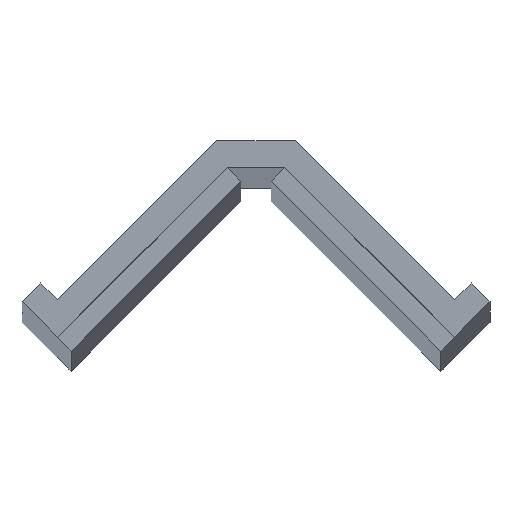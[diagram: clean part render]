
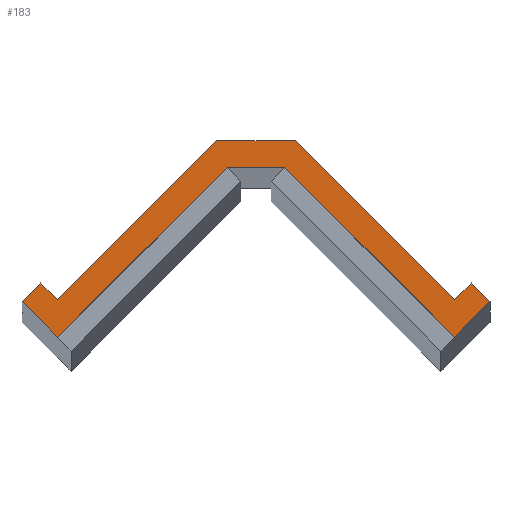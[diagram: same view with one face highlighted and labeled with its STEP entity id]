
A CAD part, top view. The second image highlights one B-rep face of the part: STEP entity #183.
In plain terms, the highlighted planar face has unit normal (0, 0, 1).
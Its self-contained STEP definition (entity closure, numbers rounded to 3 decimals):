
#12 = CARTESIAN_POINT ( 'NONE',  ( 19.563, -13.435, 500. ) ) ;
#34 = CARTESIAN_POINT ( 'NONE',  ( -3.3, 0., 500. ) ) ;
#56 = DIRECTION ( 'NONE',  ( -1., 0., 0. ) ) ;
#65 = CARTESIAN_POINT ( 'NONE',  ( 16.594, -16.405, 500. ) ) ;
#68 = DIRECTION ( 'NONE',  ( 0.707, -0.707, 0. ) ) ;
#90 = DIRECTION ( 'NONE',  ( 0.707, 0.707, 0. ) ) ;
#98 = DIRECTION ( 'NONE',  ( -0.707, -0.707, 0. ) ) ;
#99 = CARTESIAN_POINT ( 'NONE',  ( -3.3, 0., 500. ) ) ;
#126 = EDGE_CURVE ( 'NONE', #359, #303, #453, .T. ) ;
#132 = EDGE_CURVE ( 'NONE', #307, #298, #661, .T. ) ;
#140 = EDGE_CURVE ( 'NONE', #311, #307, #496, .T. ) ;
#144 = EDGE_CURVE ( 'NONE', #301, #366, #664, .T. ) ;
#163 = EDGE_CURVE ( 'NONE', #366, #363, #469, .T. ) ;
#182 = EDGE_CURVE ( 'NONE', #363, #309, #585, .T. ) ;
#183 = ADVANCED_FACE ( 'NONE', ( #578 ), #237, .T. ) ;
#184 = EDGE_CURVE ( 'NONE', #310, #311, #588, .T. ) ;
#187 = EDGE_CURVE ( 'NONE', #361, #301, #573, .T. ) ;
#189 = EDGE_CURVE ( 'NONE', #309, #310, #539, .T. ) ;
#197 = DIRECTION ( 'NONE',  ( -0.707, -0.707, 0. ) ) ;
#210 = CARTESIAN_POINT ( 'NONE',  ( -18.008, -11.879, 500. ) ) ;
#213 = CARTESIAN_POINT ( 'NONE',  ( -16.594, -16.405, 500. ) ) ;
#216 = CARTESIAN_POINT ( 'NONE',  ( 2.389, -2.2, 500. ) ) ;
#219 = CARTESIAN_POINT ( 'NONE',  ( -16.594, -13.294, 500. ) ) ;
#225 = CARTESIAN_POINT ( 'NONE',  ( -3.3, 0., 500. ) ) ;
#235 = CARTESIAN_POINT ( 'NONE',  ( 18.008, -11.879, 500. ) ) ;
#236 = DIRECTION ( 'NONE',  ( -0.707, 0.707, 0. ) ) ;
#237 = PLANE ( 'NONE',  #746 ) ;
#238 = CARTESIAN_POINT ( 'NONE',  ( -18.008, -11.879, 500. ) ) ;
#239 = DIRECTION ( 'NONE',  ( 0., 0., 1. ) ) ;
#240 = DIRECTION ( 'NONE',  ( 1., 0., 0. ) ) ;
#241 = CARTESIAN_POINT ( 'NONE',  ( 3.3, 0., 500. ) ) ;
#242 = DIRECTION ( 'NONE',  ( -0.707, 0.707, 0. ) ) ;
#249 = CARTESIAN_POINT ( 'NONE',  ( -2.389, -2.2, 500. ) ) ;
#250 = DIRECTION ( 'NONE',  ( 1., 0., 0. ) ) ;
#253 = CARTESIAN_POINT ( 'NONE',  ( 16.594, -13.294, 500. ) ) ;
#261 = CARTESIAN_POINT ( 'NONE',  ( -2.389, -2.2, 500. ) ) ;
#263 = CARTESIAN_POINT ( 'NONE',  ( 3.3, 0., 500. ) ) ;
#268 = CARTESIAN_POINT ( 'NONE',  ( 19.563, -13.435, 500. ) ) ;
#273 = CARTESIAN_POINT ( 'NONE',  ( 18.008, -11.879, 500. ) ) ;
#276 = CARTESIAN_POINT ( 'NONE',  ( 16.594, -16.405, 500. ) ) ;
#279 = CARTESIAN_POINT ( 'NONE',  ( -19.563, -13.435, 500. ) ) ;
#283 = CARTESIAN_POINT ( 'NONE',  ( 16.594, -13.294, 500. ) ) ;
#295 = VERTEX_POINT ( 'NONE', #210 ) ;
#298 = VERTEX_POINT ( 'NONE', #219 ) ;
#301 = VERTEX_POINT ( 'NONE', #216 ) ;
#303 = VERTEX_POINT ( 'NONE', #213 ) ;
#307 = VERTEX_POINT ( 'NONE', #225 ) ;
#309 = VERTEX_POINT ( 'NONE', #273 ) ;
#310 = VERTEX_POINT ( 'NONE', #283 ) ;
#311 = VERTEX_POINT ( 'NONE', #263 ) ;
#357 = EDGE_LOOP ( 'NONE', ( #550, #655, #538, #543, #544, #530, #516, #547, #445, #519, #470, #568 ) ) ;
#359 = VERTEX_POINT ( 'NONE', #279 ) ;
#361 = VERTEX_POINT ( 'NONE', #261 ) ;
#363 = VERTEX_POINT ( 'NONE', #268 ) ;
#366 = VERTEX_POINT ( 'NONE', #276 ) ;
#383 = EDGE_CURVE ( 'NONE', #303, #361, #666, .T. ) ;
#384 = EDGE_CURVE ( 'NONE', #295, #359, #639, .T. ) ;
#387 = EDGE_CURVE ( 'NONE', #298, #295, #619, .T. ) ;
#390 = CARTESIAN_POINT ( 'NONE',  ( -18.008, -11.879, 500. ) ) ;
#391 = DIRECTION ( 'NONE',  ( -0.707, -0.707, 0. ) ) ;
#392 = DIRECTION ( 'NONE',  ( 0.707, 0.707, 0. ) ) ;
#400 = CARTESIAN_POINT ( 'NONE',  ( -16.594, -13.294, 500. ) ) ;
#401 = DIRECTION ( 'NONE',  ( -0.707, 0.707, 0. ) ) ;
#414 = CARTESIAN_POINT ( 'NONE',  ( -16.594, -16.405, 500. ) ) ;
#427 = CARTESIAN_POINT ( 'NONE',  ( -19.563, -13.435, 500. ) ) ;
#428 = DIRECTION ( 'NONE',  ( 0.707, -0.707, 0. ) ) ;
#445 = ORIENTED_EDGE ( 'NONE', *, *, #189, .T. ) ;
#453 = LINE ( 'NONE', #427, #684 ) ;
#469 = LINE ( 'NONE', #12, #756 ) ;
#470 = ORIENTED_EDGE ( 'NONE', *, *, #140, .T. ) ;
#496 = LINE ( 'NONE', #34, #738 ) ;
#516 = ORIENTED_EDGE ( 'NONE', *, *, #163, .T. ) ;
#519 = ORIENTED_EDGE ( 'NONE', *, *, #184, .T. ) ;
#530 = ORIENTED_EDGE ( 'NONE', *, *, #144, .T. ) ;
#538 = ORIENTED_EDGE ( 'NONE', *, *, #126, .T. ) ;
#539 = LINE ( 'NONE', #253, #758 ) ;
#543 = ORIENTED_EDGE ( 'NONE', *, *, #383, .T. ) ;
#544 = ORIENTED_EDGE ( 'NONE', *, *, #187, .T. ) ;
#547 = ORIENTED_EDGE ( 'NONE', *, *, #182, .T. ) ;
#550 = ORIENTED_EDGE ( 'NONE', *, *, #387, .T. ) ;
#568 = ORIENTED_EDGE ( 'NONE', *, *, #132, .T. ) ;
#573 = LINE ( 'NONE', #249, #748 ) ;
#578 = FACE_OUTER_BOUND ( 'NONE', #357, .T. ) ;
#585 = LINE ( 'NONE', #235, #724 ) ;
#588 = LINE ( 'NONE', #241, #703 ) ;
#619 = LINE ( 'NONE', #400, #733 ) ;
#639 = LINE ( 'NONE', #390, #697 ) ;
#655 = ORIENTED_EDGE ( 'NONE', *, *, #384, .T. ) ;
#661 = LINE ( 'NONE', #99, #750 ) ;
#664 = LINE ( 'NONE', #65, #734 ) ;
#666 = LINE ( 'NONE', #414, #717 ) ;
#684 = VECTOR ( 'NONE', #428, 1000. ) ;
#697 = VECTOR ( 'NONE', #391, 1000. ) ;
#703 = VECTOR ( 'NONE', #242, 1000. ) ;
#717 = VECTOR ( 'NONE', #392, 1000. ) ;
#724 = VECTOR ( 'NONE', #236, 1000. ) ;
#733 = VECTOR ( 'NONE', #401, 1000. ) ;
#734 = VECTOR ( 'NONE', #68, 1000. ) ;
#738 = VECTOR ( 'NONE', #56, 1000. ) ;
#746 = AXIS2_PLACEMENT_3D ( 'NONE', #238, #239, #240 ) ;
#748 = VECTOR ( 'NONE', #250, 1000. ) ;
#750 = VECTOR ( 'NONE', #98, 1000. ) ;
#756 = VECTOR ( 'NONE', #90, 1000. ) ;
#758 = VECTOR ( 'NONE', #197, 1000. ) ;
